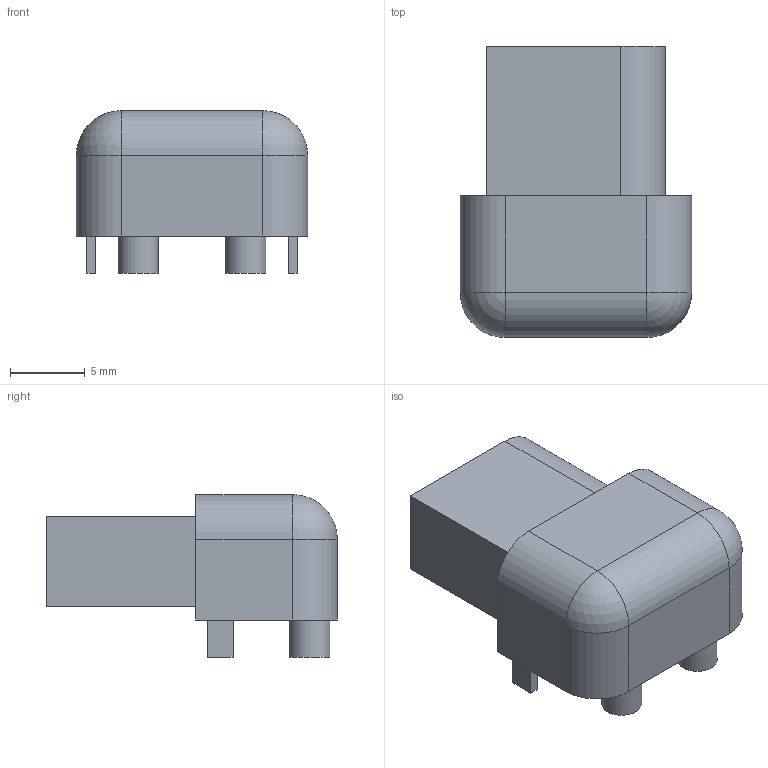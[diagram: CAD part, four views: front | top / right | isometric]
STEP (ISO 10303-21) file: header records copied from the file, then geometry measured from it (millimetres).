
FILE_DESCRIPTION(('STEP AP214'), '1');
FILE_NAME('XT60PW-F', '', ('UNSPECIFIED'), ('UNSPECIFIED'), 'ASCON STEP Converter 1.6', 'ASCON Math Kernel', '');
FILE_SCHEMA(('AUTOMOTIVE_DESIGN { 1 0 10303 214 3 1 1}'));
Length unit declared in the file: millimetre
Bounding box: 15.5 x 19.5 x 10.9 mm (x, y, z)
Volume: 1736.3 mm3; surface area: 1163.5 mm2
Topology: 1 solids, 1 shells, 36 faces, 77 edges, 48 vertices
Faces by surface type: plane 24, cylinder 10, sphere 2
Full cylindrical faces by diameter (mm): 2.7 x2, 4 x2
Entity records: 1263 total; most frequent: DIRECTION 165, CARTESIAN_POINT 156, ORIENTED_EDGE 142, EDGE_CURVE 71, AXIS2_PLACEMENT_3D 57, LINE 51, VECTOR 51, VERTEX_POINT 48
